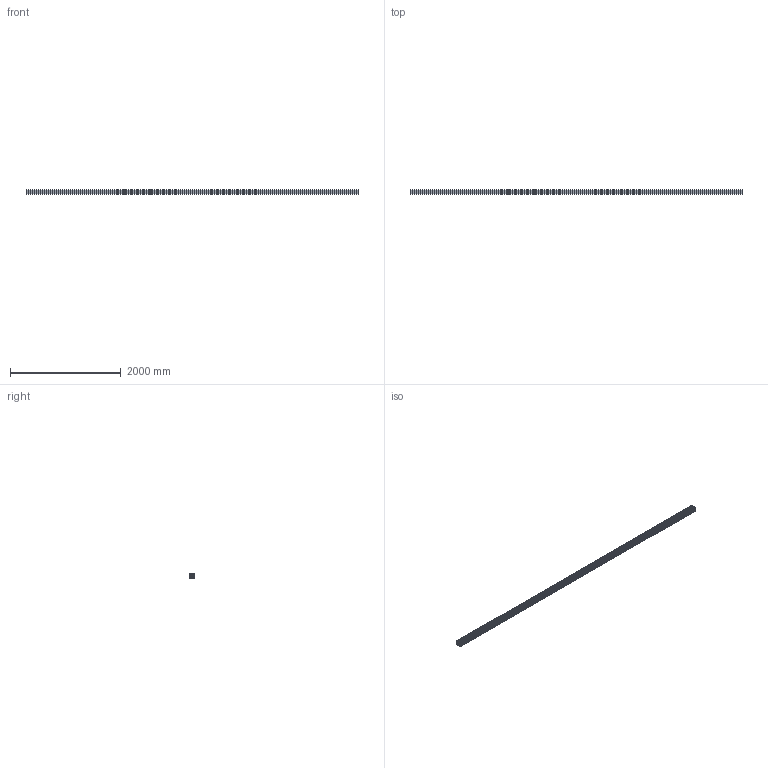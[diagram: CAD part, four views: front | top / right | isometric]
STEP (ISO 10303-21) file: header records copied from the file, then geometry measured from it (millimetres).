
FILE_DESCRIPTION (( 'STEP AP214' ), '1' );
FILE_NAME ('201080_Profil 90x90L Nut 10.STEP', '2019-01-29T08:27:54', ( '' ), ( '' ), 'SwSTEP 2.0', 'SolidWorks 2017', '' );
FILE_SCHEMA (( 'AUTOMOTIVE_DESIGN' ));
Length unit declared in the file: millimetre
Products named in the file (1): 201080_Profil 90x90L Nut 10
Bounding box: 6000 x 90 x 90 mm (x, y, z)
Volume: 14137245.6 mm3; surface area: 8626994.3 mm2
Topology: 1 solids, 1 shells, 606 faces, 1812 edges, 1208 vertices
Faces by surface type: cylinder 320, plane 286
Entity records: 27332 total; most frequent: DIRECTION 3666, CARTESIAN_POINT 3627, ORIENTED_EDGE 3624, EDGE_CURVE 1812, AXIS2_PLACEMENT_3D 1247, VERTEX_POINT 1208, VECTOR 1172, LINE 1172
